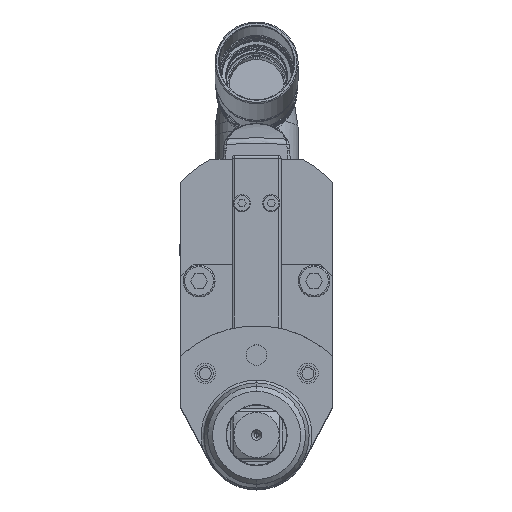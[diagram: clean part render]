
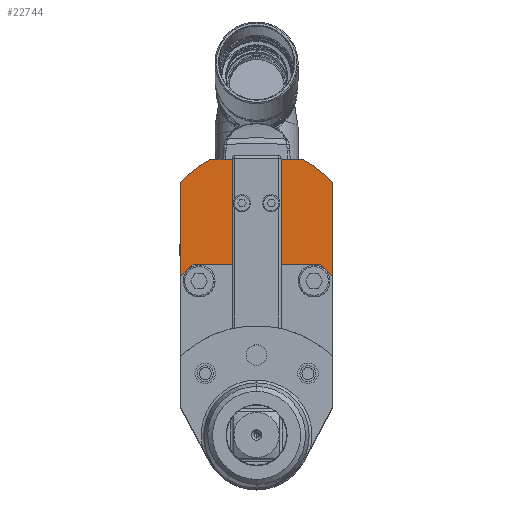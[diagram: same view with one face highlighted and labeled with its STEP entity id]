
A CAD part, top view. The second image highlights one B-rep face of the part: STEP entity #22744.
In plain terms, the highlighted planar face has unit normal (0, 0, 1).
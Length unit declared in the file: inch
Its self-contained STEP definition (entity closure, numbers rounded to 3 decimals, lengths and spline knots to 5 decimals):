
#14926=DIRECTION('',(-1.,0.,0.));
#14927=VECTOR('',#14926,0.34153);
#14928=CARTESIAN_POINT('',(-0.3937,1.43701,
18.14961));
#14929=LINE('',#14928,#14927);
#14934=DIRECTION('',(-1.,0.,0.));
#14935=VECTOR('',#14934,0.34153);
#14936=CARTESIAN_POINT('',(0.73523,1.43701,
18.14961));
#14937=LINE('',#14936,#14935);
#14942=DIRECTION('',(0.,1.,0.));
#14943=VECTOR('',#14942,1.69291);
#14944=CARTESIAN_POINT('',(-0.3937,-0.25591,
18.14961));
#14945=LINE('',#14944,#14943);
#14968=DIRECTION('',(0.,-1.,0.));
#14969=VECTOR('',#14968,1.69291);
#14970=CARTESIAN_POINT('',(0.3937,1.43701,
18.14961));
#14971=LINE('',#14970,#14969);
#14988=CARTESIAN_POINT('',(0.,0.,18.14961));
#14989=DIRECTION('',(0.,0.,-1.));
#14990=DIRECTION('',(0.455,0.89,0.));
#14991=AXIS2_PLACEMENT_3D('',#14988,#14989,#14990);
#14993=DIRECTION('',(-0.707,0.707,0.));
#14994=VECTOR('',#14993,0.27839);
#14995=CARTESIAN_POINT('',(1.22047,-0.45906,
18.14961));
#14996=LINE('',#14995,#14994);
#14997=DIRECTION('',(-0.707,-0.707,0.));
#14998=VECTOR('',#14997,0.27839);
#14999=CARTESIAN_POINT('',(-1.02362,-0.2622,
18.14961));
#15000=LINE('',#14999,#14998);
#15001=CARTESIAN_POINT('',(0.,0.,18.14961));
#15002=DIRECTION('',(0.,0.,-1.));
#15003=DIRECTION('',(-0.756,0.654,0.));
#15004=AXIS2_PLACEMENT_3D('',#15001,#15002,#15003);
#15006=DIRECTION('',(-1.,0.,0.));
#15007=VECTOR('',#15006,0.7874);
#15008=CARTESIAN_POINT('',(0.3937,-0.25591,
18.14961));
#15009=LINE('',#15008,#15007);
#15460=DIRECTION('',(0.,1.,0.));
#15461=VECTOR('',#15460,1.51547);
#15462=CARTESIAN_POINT('',(1.22047,-0.45906,
18.14961));
#15463=LINE('',#15462,#15461);
#15761=DIRECTION('',(0.,-1.,0.));
#15762=VECTOR('',#15761,1.51547);
#15763=CARTESIAN_POINT('',(-1.22047,1.05641,
18.14961));
#15764=LINE('',#15763,#15762);
#15908=DIRECTION('',(1.,0.,0.));
#15909=VECTOR('',#15908,2.04724);
#15910=CARTESIAN_POINT('',(-1.02362,-0.2622,
18.14961));
#15911=LINE('',#15910,#15909);
#21041=CARTESIAN_POINT('',(-0.3937,1.43701,
18.14961));
#21043=VERTEX_POINT('',#21041);
#21044=CARTESIAN_POINT('',(-0.73523,1.43701,
18.14961));
#21045=VERTEX_POINT('',#21044);
#21057=CARTESIAN_POINT('',(0.73523,1.43701,
18.14961));
#21058=VERTEX_POINT('',#21057);
#21059=CARTESIAN_POINT('',(0.3937,1.43701,
18.14961));
#21060=VERTEX_POINT('',#21059);
#21073=CARTESIAN_POINT('',(-0.3937,-0.25591,
18.14961));
#21074=VERTEX_POINT('',#21073);
#21081=CARTESIAN_POINT('',(0.3937,-0.25591,
18.14961));
#21082=VERTEX_POINT('',#21081);
#21091=CARTESIAN_POINT('',(1.22047,1.05641,18.14961));
#21092=VERTEX_POINT('',#21091);
#21093=CARTESIAN_POINT('',(1.22047,-0.45906,
18.14961));
#21094=VERTEX_POINT('',#21093);
#21095=CARTESIAN_POINT('',(1.02362,-0.2622,
18.14961));
#21096=VERTEX_POINT('',#21095);
#21097=CARTESIAN_POINT('',(-1.02362,-0.2622,
18.14961));
#21098=VERTEX_POINT('',#21097);
#21099=CARTESIAN_POINT('',(-1.22047,-0.45906,
18.14961));
#21100=VERTEX_POINT('',#21099);
#21101=CARTESIAN_POINT('',(-1.22047,1.05641,
18.14961));
#21102=VERTEX_POINT('',#21101);
#22717=CARTESIAN_POINT('',(0.,0.,18.14961));
#22718=DIRECTION('',(0.,0.,-1.));
#22719=DIRECTION('',(-1.,0.,0.));
#22720=AXIS2_PLACEMENT_3D('',#22717,#22718,#22719);
#22721=PLANE('',#22720);
#22722=ORIENTED_EDGE('',*,*,#22672,.F.);
#22724=ORIENTED_EDGE('',*,*,#22723,.F.);
#22725=ORIENTED_EDGE('',*,*,#22701,.F.);
#22726=ORIENTED_EDGE('',*,*,#22645,.F.);
#22728=ORIENTED_EDGE('',*,*,#22727,.T.);
#22730=ORIENTED_EDGE('',*,*,#22729,.F.);
#22732=ORIENTED_EDGE('',*,*,#22731,.T.);
#22734=ORIENTED_EDGE('',*,*,#22733,.F.);
#22736=ORIENTED_EDGE('',*,*,#22735,.T.);
#22738=ORIENTED_EDGE('',*,*,#22737,.F.);
#22740=ORIENTED_EDGE('',*,*,#22739,.T.);
#22741=ORIENTED_EDGE('',*,*,#22626,.F.);
#22742=EDGE_LOOP('',(#22722,#22724,#22725,#22726,#22728,#22730,#22732,#22734,
#22736,#22738,#22740,#22741));
#22743=FACE_OUTER_BOUND('',#22742,.F.);
#22744=ADVANCED_FACE('',(#22743),#22721,.F.);
#14992=CIRCLE('',#14991,1.61417);
#15005=CIRCLE('',#15004,1.61417);
#22626=EDGE_CURVE('',#21043,#21045,#14929,.T.);
#22645=EDGE_CURVE('',#21058,#21060,#14937,.T.);
#22672=EDGE_CURVE('',#21074,#21043,#14945,.T.);
#22701=EDGE_CURVE('',#21060,#21082,#14971,.T.);
#22723=EDGE_CURVE('',#21082,#21074,#15009,.T.);
#22727=EDGE_CURVE('',#21058,#21092,#14992,.T.);
#22729=EDGE_CURVE('',#21094,#21092,#15463,.T.);
#22731=EDGE_CURVE('',#21094,#21096,#14996,.T.);
#22733=EDGE_CURVE('',#21098,#21096,#15911,.T.);
#22735=EDGE_CURVE('',#21098,#21100,#15000,.T.);
#22737=EDGE_CURVE('',#21102,#21100,#15764,.T.);
#22739=EDGE_CURVE('',#21102,#21045,#15005,.T.);
